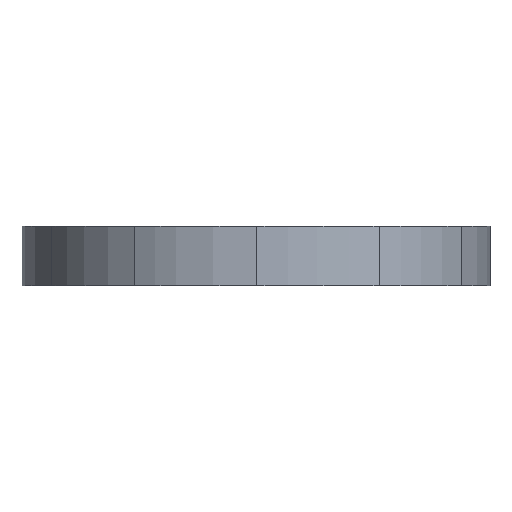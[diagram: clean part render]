
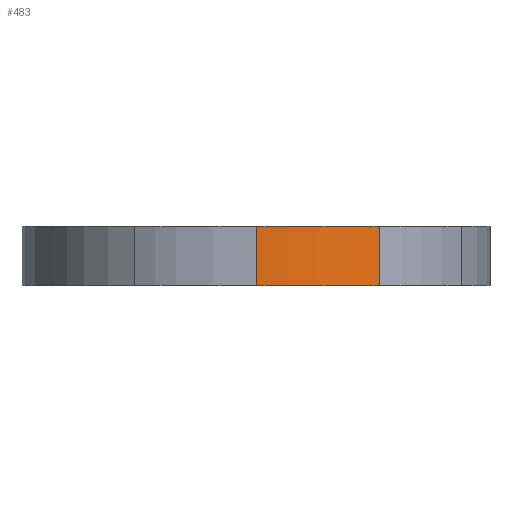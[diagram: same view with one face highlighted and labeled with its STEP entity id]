
A CAD part, front view. The second image highlights one B-rep face of the part: STEP entity #483.
In plain terms, the highlighted free-form (B-spline) face has degree [3, 1] with [4, 2] control points.
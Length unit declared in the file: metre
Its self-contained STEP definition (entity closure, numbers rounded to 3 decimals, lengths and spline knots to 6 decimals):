
#48=LINE('',#872,#80);
#49=LINE('',#889,#81);
#80=VECTOR('',#547,1.);
#81=VECTOR('',#548,1.);
#166=ORIENTED_EDGE('',*,*,#291,.T.);
#167=ORIENTED_EDGE('',*,*,#290,.F.);
#168=ORIENTED_EDGE('',*,*,#292,.F.);
#169=ORIENTED_EDGE('',*,*,#293,.T.);
#290=EDGE_CURVE('',#343,#342,#48,.T.);
#291=EDGE_CURVE('',#344,#342,#380,.T.);
#292=EDGE_CURVE('',#345,#343,#381,.T.);
#293=EDGE_CURVE('',#345,#344,#49,.T.);
#342=VERTEX_POINT('',#867);
#343=VERTEX_POINT('',#871);
#344=VERTEX_POINT('',#884);
#345=VERTEX_POINT('',#888);
#380=B_SPLINE_CURVE_WITH_KNOTS('',2,(#881,#882,#883),.UNSPECIFIED.,.F.,
 .F.,(3,3),(0.,1.),.PIECEWISE_BEZIER_KNOTS.);
#381=B_SPLINE_CURVE_WITH_KNOTS('',2,(#885,#886,#887),.UNSPECIFIED.,.F.,
 .F.,(3,3),(0.,1.),.PIECEWISE_BEZIER_KNOTS.);
#407=EDGE_LOOP('',(#166,#167,#168,#169));
#435=FACE_BOUND('',#407,.T.);
#459=B_SPLINE_SURFACE_WITH_KNOTS('',3,1,((#873,#874),(#875,#876),(#877,
#878),(#879,#880)),.SURF_OF_LINEAR_EXTRUSION.,.F.,.F.,.F.,(4,4),(2,2),(0.,
1.),(0.,1.),.PIECEWISE_BEZIER_KNOTS.);
#483=ADVANCED_FACE('',(#435),#459,.F.);
#547=DIRECTION('',(0.,0.,1.));
#548=DIRECTION('',(0.,0.,1.));
#867=CARTESIAN_POINT('',(0.1724,-0.013918,0.0095));
#871=CARTESIAN_POINT('',(0.1724,-0.013918,0.0089));
#872=CARTESIAN_POINT('',(0.1724,-0.013918,0.0089));
#873=CARTESIAN_POINT('',(0.173631,-0.013583,0.0089));
#874=CARTESIAN_POINT('',(0.173631,-0.013583,0.0095));
#875=CARTESIAN_POINT('',(0.173273,-0.013807,0.0089));
#876=CARTESIAN_POINT('',(0.173273,-0.013807,0.0095));
#877=CARTESIAN_POINT('',(0.172862,-0.013918,0.0089));
#878=CARTESIAN_POINT('',(0.172862,-0.013918,0.0095));
#879=CARTESIAN_POINT('',(0.1724,-0.013918,0.0089));
#880=CARTESIAN_POINT('',(0.1724,-0.013918,0.0095));
#881=CARTESIAN_POINT('',(0.173631,-0.013583,0.0095));
#882=CARTESIAN_POINT('',(0.173094,-0.013918,0.0095));
#883=CARTESIAN_POINT('',(0.1724,-0.013918,0.0095));
#884=CARTESIAN_POINT('',(0.173631,-0.013583,0.0095));
#885=CARTESIAN_POINT('',(0.173631,-0.013583,0.0089));
#886=CARTESIAN_POINT('',(0.173094,-0.013918,0.0089));
#887=CARTESIAN_POINT('',(0.1724,-0.013918,0.0089));
#888=CARTESIAN_POINT('',(0.173631,-0.013583,0.0089));
#889=CARTESIAN_POINT('',(0.173631,-0.013583,0.0089));
